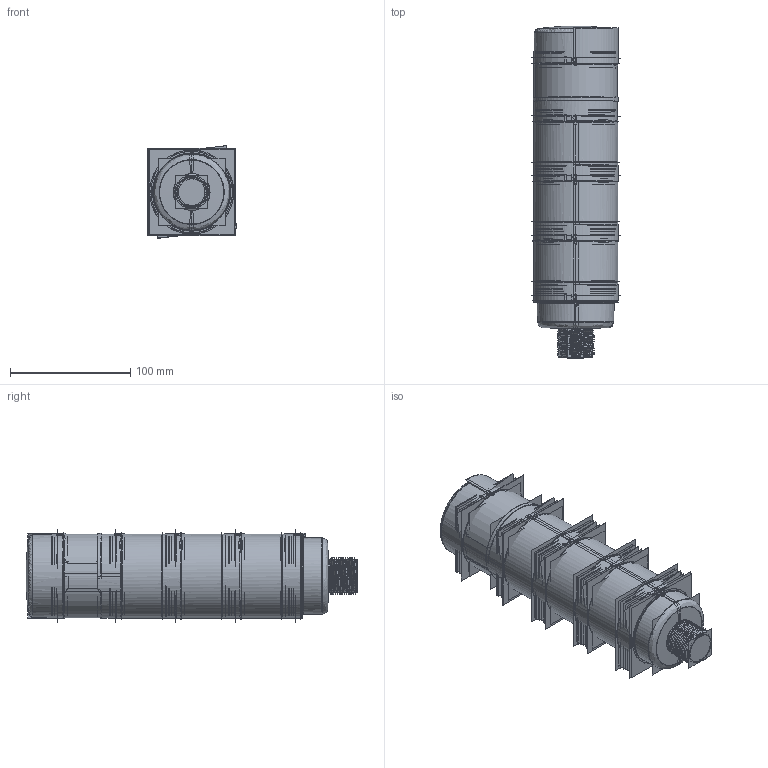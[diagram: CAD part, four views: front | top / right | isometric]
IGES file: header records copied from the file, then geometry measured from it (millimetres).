
Start section:  PTC IGES file: 199005.igs
Global section: file name: 199005.igs; native system: Creo Parametric by PTC Inc.; preprocessor: 2016260; author: pdmadmin; organization: Unknown; date: 20170310.112620; units: millimetre
Bounding box: 74.34 x 276.33 x 77.36 mm (x, y, z)
Volume: 259552 mm3; surface area: 1474655.7 mm2
Topology: 9 solids, 14 shells, 5536 faces, 27225 edges, 33987 vertices
Faces by surface type: revolution 2816, bspline 2720
